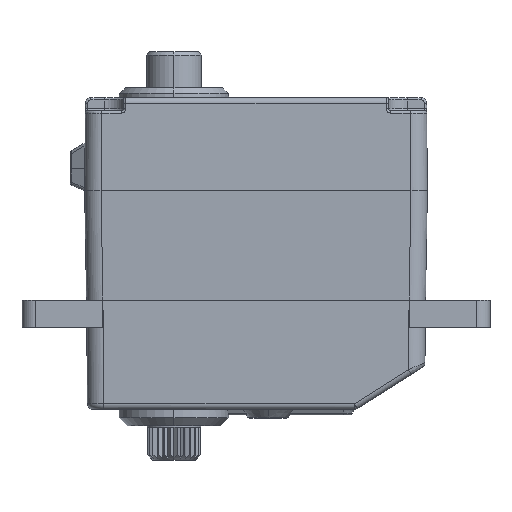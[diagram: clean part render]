
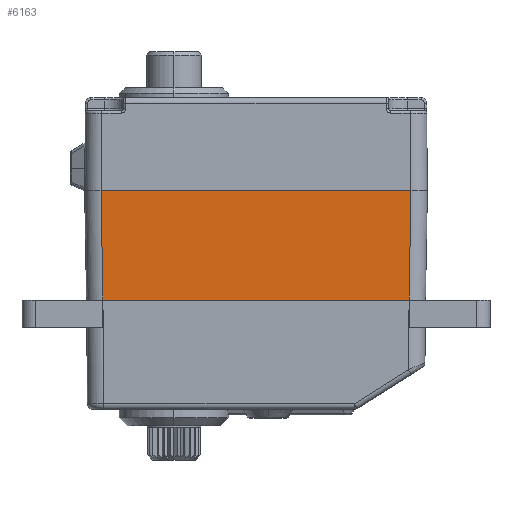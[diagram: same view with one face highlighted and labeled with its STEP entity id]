
A CAD part, left-side view. The second image highlights one B-rep face of the part: STEP entity #6163.
In plain terms, the highlighted planar face has unit normal (-1, 0, -0.018).
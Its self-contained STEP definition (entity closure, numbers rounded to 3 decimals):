
#5083=DIRECTION('',(0.,1.,0.));
#5084=VECTOR('',#5083,28.35);
#5085=CARTESIAN_POINT('',(-8.175,-14.175,
10.));
#5086=LINE('',#5085,#5084);
#5473=DIRECTION('',(0.017,0.017,-1.));
#5474=VECTOR('',#5473,10.003);
#5475=CARTESIAN_POINT('',(-8.175,-14.175,
10.));
#5476=LINE('',#5475,#5474);
#5477=DIRECTION('',(0.,1.,0.));
#5478=VECTOR('',#5477,28.);
#5479=CARTESIAN_POINT('',(-8.,-14.,
0.));
#5480=LINE('',#5479,#5478);
#5481=DIRECTION('',(-0.017,0.017,1.));
#5482=VECTOR('',#5481,10.003);
#5483=CARTESIAN_POINT('',(-8.,14.,
0.));
#5484=LINE('',#5483,#5482);
#5515=CARTESIAN_POINT('',(-8.175,-14.175,
10.));
#5516=CARTESIAN_POINT('',(-8.,-14.,
0.));
#5517=VERTEX_POINT('',#5515);
#5518=VERTEX_POINT('',#5516);
#5519=CARTESIAN_POINT('',(-8.,14.,
0.));
#5520=VERTEX_POINT('',#5519);
#5521=CARTESIAN_POINT('',(-8.175,14.175,10.));
#5522=VERTEX_POINT('',#5521);
#6150=CARTESIAN_POINT('',(-8.,16.958,0.));
#6151=DIRECTION('',(-1.,0.,-0.017));
#6152=DIRECTION('',(0.,1.,0.));
#6153=AXIS2_PLACEMENT_3D('',#6150,#6151,#6152);
#6154=PLANE('',#6153);
#6155=ORIENTED_EDGE('',*,*,#6141,.T.);
#6157=ORIENTED_EDGE('',*,*,#6156,.T.);
#6159=ORIENTED_EDGE('',*,*,#6158,.T.);
#6160=ORIENTED_EDGE('',*,*,#5657,.F.);
#6161=EDGE_LOOP('',(#6155,#6157,#6159,#6160));
#6162=FACE_OUTER_BOUND('',#6161,.F.);
#6163=ADVANCED_FACE('',(#6162),#6154,.T.);
#5657=EDGE_CURVE('',#5517,#5522,#5086,.T.);
#6141=EDGE_CURVE('',#5517,#5518,#5476,.T.);
#6156=EDGE_CURVE('',#5518,#5520,#5480,.T.);
#6158=EDGE_CURVE('',#5520,#5522,#5484,.T.);
